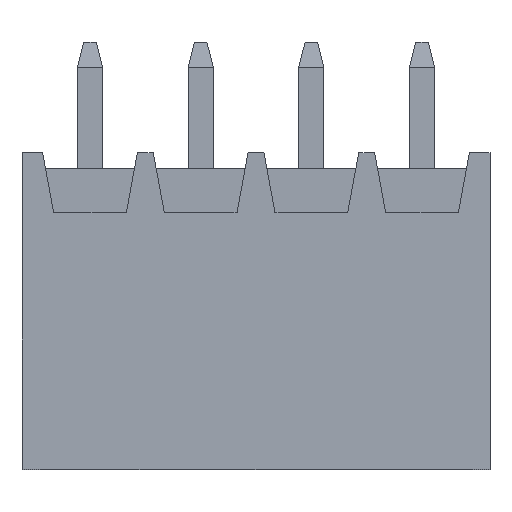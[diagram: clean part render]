
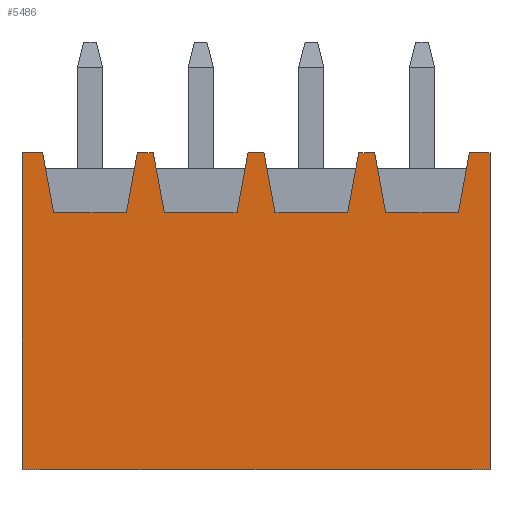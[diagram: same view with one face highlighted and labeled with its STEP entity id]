
A CAD part, top view. The second image highlights one B-rep face of the part: STEP entity #5486.
In plain terms, the highlighted planar face has unit normal (0, 0, 1).
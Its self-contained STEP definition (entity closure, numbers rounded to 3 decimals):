
#252=LINE('',#7756,#864);
#343=LINE('',#8011,#955);
#348=LINE('',#8021,#960);
#351=LINE('',#8027,#963);
#370=LINE('',#8076,#982);
#463=LINE('',#8336,#1075);
#468=LINE('',#8346,#1080);
#471=LINE('',#8352,#1083);
#500=LINE('',#8424,#1112);
#593=LINE('',#8684,#1205);
#598=LINE('',#8694,#1210);
#601=LINE('',#8700,#1213);
#630=LINE('',#8772,#1242);
#646=LINE('',#8805,#1258);
#647=LINE('',#8807,#1259);
#648=LINE('',#8809,#1260);
#649=LINE('',#8811,#1261);
#650=LINE('',#8812,#1262);
#651=LINE('',#8814,#1263);
#652=LINE('',#8816,#1264);
#864=VECTOR('',#6163,1000.);
#955=VECTOR('',#6404,1000.);
#960=VECTOR('',#6411,1000.);
#963=VECTOR('',#6416,1000.);
#982=VECTOR('',#6479,1000.);
#1075=VECTOR('',#6722,1000.);
#1080=VECTOR('',#6729,1000.);
#1083=VECTOR('',#6734,1000.);
#1112=VECTOR('',#6817,1000.);
#1205=VECTOR('',#7060,1000.);
#1210=VECTOR('',#7067,1000.);
#1213=VECTOR('',#7072,1000.);
#1242=VECTOR('',#7155,1000.);
#1258=VECTOR('',#7177,1000.);
#1259=VECTOR('',#7180,1000.);
#1260=VECTOR('',#7181,1000.);
#1261=VECTOR('',#7182,1000.);
#1262=VECTOR('',#7183,1000.);
#1263=VECTOR('',#7184,1000.);
#1264=VECTOR('',#7185,1000.);
#2454=ORIENTED_EDGE('',*,*,#3173,.F.);
#2455=ORIENTED_EDGE('',*,*,#3306,.F.);
#2456=ORIENTED_EDGE('',*,*,#3303,.F.);
#2457=ORIENTED_EDGE('',*,*,#3298,.F.);
#2458=ORIENTED_EDGE('',*,*,#3341,.F.);
#2459=ORIENTED_EDGE('',*,*,#3474,.F.);
#2460=ORIENTED_EDGE('',*,*,#3471,.F.);
#2461=ORIENTED_EDGE('',*,*,#3466,.F.);
#2462=ORIENTED_EDGE('',*,*,#3509,.F.);
#2463=ORIENTED_EDGE('',*,*,#3526,.F.);
#2464=ORIENTED_EDGE('',*,*,#3527,.F.);
#2465=ORIENTED_EDGE('',*,*,#3528,.F.);
#2466=ORIENTED_EDGE('',*,*,#3525,.F.);
#2467=ORIENTED_EDGE('',*,*,#3529,.F.);
#2468=ORIENTED_EDGE('',*,*,#3530,.T.);
#2469=ORIENTED_EDGE('',*,*,#3531,.T.);
#2470=ORIENTED_EDGE('',*,*,#3020,.F.);
#2471=ORIENTED_EDGE('',*,*,#3151,.F.);
#2472=ORIENTED_EDGE('',*,*,#3148,.F.);
#2473=ORIENTED_EDGE('',*,*,#3143,.F.);
#3020=EDGE_CURVE('',#3786,#3787,#252,.T.);
#3143=EDGE_CURVE('',#3867,#3868,#343,.T.);
#3148=EDGE_CURVE('',#3868,#3871,#348,.T.);
#3151=EDGE_CURVE('',#3871,#3786,#351,.T.);
#3173=EDGE_CURVE('',#3881,#3867,#370,.T.);
#3298=EDGE_CURVE('',#3965,#3966,#463,.T.);
#3303=EDGE_CURVE('',#3966,#3969,#468,.T.);
#3306=EDGE_CURVE('',#3969,#3881,#471,.T.);
#3341=EDGE_CURVE('',#3987,#3965,#500,.T.);
#3466=EDGE_CURVE('',#4071,#4072,#593,.T.);
#3471=EDGE_CURVE('',#4072,#4075,#598,.T.);
#3474=EDGE_CURVE('',#4075,#3987,#601,.T.);
#3509=EDGE_CURVE('',#4093,#4071,#630,.T.);
#3525=EDGE_CURVE('',#4106,#4105,#646,.T.);
#3526=EDGE_CURVE('',#4107,#4093,#647,.T.);
#3527=EDGE_CURVE('',#4108,#4107,#648,.T.);
#3528=EDGE_CURVE('',#4105,#4108,#649,.T.);
#3529=EDGE_CURVE('',#4109,#4106,#650,.T.);
#3530=EDGE_CURVE('',#4109,#4110,#651,.T.);
#3531=EDGE_CURVE('',#4110,#3787,#652,.T.);
#3786=VERTEX_POINT('',#7757);
#3787=VERTEX_POINT('',#7758);
#3867=VERTEX_POINT('',#8012);
#3868=VERTEX_POINT('',#8013);
#3871=VERTEX_POINT('',#8022);
#3881=VERTEX_POINT('',#8077);
#3965=VERTEX_POINT('',#8337);
#3966=VERTEX_POINT('',#8338);
#3969=VERTEX_POINT('',#8347);
#3987=VERTEX_POINT('',#8425);
#4071=VERTEX_POINT('',#8685);
#4072=VERTEX_POINT('',#8686);
#4075=VERTEX_POINT('',#8695);
#4093=VERTEX_POINT('',#8773);
#4105=VERTEX_POINT('',#8802);
#4106=VERTEX_POINT('',#8804);
#4107=VERTEX_POINT('',#8808);
#4108=VERTEX_POINT('',#8810);
#4109=VERTEX_POINT('',#8813);
#4110=VERTEX_POINT('',#8815);
#4586=EDGE_LOOP('',(#2454,#2455,#2456,#2457,#2458,#2459,#2460,#2461,#2462,
#2463,#2464,#2465,#2466,#2467,#2468,#2469,#2470,#2471,#2472,#2473));
#4952=FACE_BOUND('',#4586,.T.);
#5204=PLANE('',#5939);
#5486=ADVANCED_FACE('',(#4952),#5204,.F.);
#5939=AXIS2_PLACEMENT_3D('',#8806,#7178,#7179);
#6163=DIRECTION('',(1.,0.,0.));
#6404=DIRECTION('',(0.181,-0.983,0.));
#6411=DIRECTION('',(1.,0.,0.));
#6416=DIRECTION('',(0.181,0.983,0.));
#6479=DIRECTION('',(1.,0.,0.));
#6722=DIRECTION('',(0.181,-0.983,0.));
#6729=DIRECTION('',(1.,0.,0.));
#6734=DIRECTION('',(0.181,0.983,0.));
#6817=DIRECTION('',(1.,0.,0.));
#7060=DIRECTION('',(0.181,-0.983,0.));
#7067=DIRECTION('',(1.,0.,0.));
#7072=DIRECTION('',(0.181,0.983,0.));
#7155=DIRECTION('',(1.,0.,0.));
#7177=DIRECTION('',(1.,0.,0.));
#7178=DIRECTION('',(0.,0.,-1.));
#7179=DIRECTION('',(-1.,0.,0.));
#7180=DIRECTION('',(0.181,0.983,0.));
#7181=DIRECTION('',(1.,0.,0.));
#7182=DIRECTION('',(0.181,-0.983,0.));
#7183=DIRECTION('',(0.,1.,0.));
#7184=DIRECTION('',(1.,0.,0.));
#7185=DIRECTION('',(0.,1.,0.));
#7756=CARTESIAN_POINT('',(-7.4,5.,5.3));
#7757=CARTESIAN_POINT('',(6.75,5.,5.3));
#7758=CARTESIAN_POINT('',(7.4,5.,5.3));
#8011=CARTESIAN_POINT('',(3.75,5.,5.3));
#8012=CARTESIAN_POINT('',(3.75,5.,5.3));
#8013=CARTESIAN_POINT('',(4.1,3.1,5.3));
#8021=CARTESIAN_POINT('',(4.1,3.1,5.3));
#8022=CARTESIAN_POINT('',(6.4,3.1,5.3));
#8027=CARTESIAN_POINT('',(6.4,3.1,5.3));
#8076=CARTESIAN_POINT('',(-7.4,5.,5.3));
#8077=CARTESIAN_POINT('',(3.25,5.,5.3));
#8336=CARTESIAN_POINT('',(0.25,5.,5.3));
#8337=CARTESIAN_POINT('',(0.25,5.,5.3));
#8338=CARTESIAN_POINT('',(0.6,3.1,5.3));
#8346=CARTESIAN_POINT('',(0.6,3.1,5.3));
#8347=CARTESIAN_POINT('',(2.9,3.1,5.3));
#8352=CARTESIAN_POINT('',(2.9,3.1,5.3));
#8424=CARTESIAN_POINT('',(-7.4,5.,5.3));
#8425=CARTESIAN_POINT('',(-0.25,5.,5.3));
#8684=CARTESIAN_POINT('',(-3.25,5.,5.3));
#8685=CARTESIAN_POINT('',(-3.25,5.,5.3));
#8686=CARTESIAN_POINT('',(-2.9,3.1,5.3));
#8694=CARTESIAN_POINT('',(-2.9,3.1,5.3));
#8695=CARTESIAN_POINT('',(-0.6,3.1,5.3));
#8700=CARTESIAN_POINT('',(-0.6,3.1,5.3));
#8772=CARTESIAN_POINT('',(-7.4,5.,5.3));
#8773=CARTESIAN_POINT('',(-3.75,5.,5.3));
#8802=CARTESIAN_POINT('',(-6.75,5.,5.3));
#8804=CARTESIAN_POINT('',(-7.4,5.,5.3));
#8805=CARTESIAN_POINT('',(-7.4,5.,5.3));
#8806=CARTESIAN_POINT('',(-7.4,-5.,5.3));
#8807=CARTESIAN_POINT('',(-4.1,3.1,5.3));
#8808=CARTESIAN_POINT('',(-4.1,3.1,5.3));
#8809=CARTESIAN_POINT('',(-6.4,3.1,5.3));
#8810=CARTESIAN_POINT('',(-6.4,3.1,5.3));
#8811=CARTESIAN_POINT('',(-6.75,5.,5.3));
#8812=CARTESIAN_POINT('',(-7.4,-5.,5.3));
#8813=CARTESIAN_POINT('',(-7.4,-5.,5.3));
#8814=CARTESIAN_POINT('',(-7.4,-5.,5.3));
#8815=CARTESIAN_POINT('',(7.4,-5.,5.3));
#8816=CARTESIAN_POINT('',(7.4,-5.,5.3));
